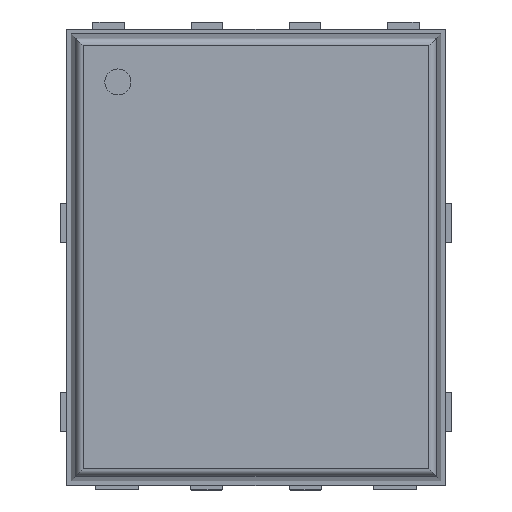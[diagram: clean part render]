
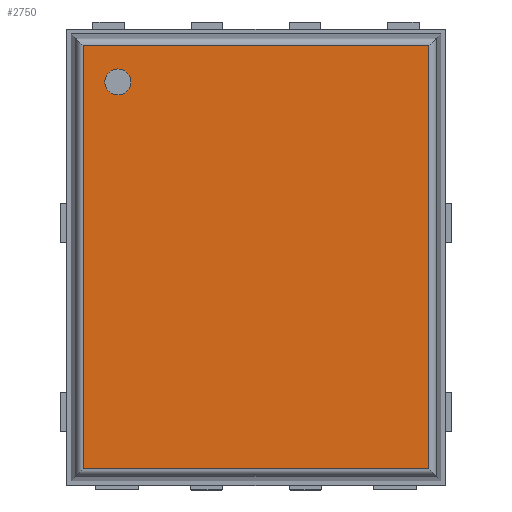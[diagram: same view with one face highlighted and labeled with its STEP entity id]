
A CAD part, top view. The second image highlights one B-rep face of the part: STEP entity #2750.
In plain terms, the highlighted planar face has unit normal (0, 0, 1).
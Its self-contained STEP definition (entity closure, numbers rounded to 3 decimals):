
#27=CIRCLE('',#2863,0.168);
#144=ORIENTED_EDGE('',*,*,#725,.T.);
#145=ORIENTED_EDGE('',*,*,#726,.T.);
#146=ORIENTED_EDGE('',*,*,#727,.T.);
#147=ORIENTED_EDGE('',*,*,#728,.T.);
#148=ORIENTED_EDGE('',*,*,#729,.T.);
#725=EDGE_CURVE('',#1014,#1014,#27,.T.);
#726=EDGE_CURVE('',#1015,#1016,#1218,.F.);
#727=EDGE_CURVE('',#1016,#1017,#1219,.F.);
#728=EDGE_CURVE('',#1017,#1018,#1220,.F.);
#729=EDGE_CURVE('',#1018,#1015,#1221,.F.);
#1014=VERTEX_POINT('',#3652);
#1015=VERTEX_POINT('',#3655);
#1016=VERTEX_POINT('',#3656);
#1017=VERTEX_POINT('',#3658);
#1018=VERTEX_POINT('',#3660);
#1218=LINE('',#3654,#1486);
#1219=LINE('',#3657,#1487);
#1220=LINE('',#3659,#1488);
#1221=LINE('',#3661,#1489);
#1486=VECTOR('',#3079,1000.);
#1487=VECTOR('',#3080,1000.);
#1488=VECTOR('',#3081,1000.);
#1489=VECTOR('',#3082,1000.);
#1709=EDGE_LOOP('',(#144));
#1710=EDGE_LOOP('',(#145,#146,#147,#148));
#1817=FACE_BOUND('',#1709,.T.);
#1818=FACE_BOUND('',#1710,.T.);
#1922=PLANE('',#2864);
#2750=ADVANCED_FACE('',(#1817,#1818),#1922,.T.);
#2863=AXIS2_PLACEMENT_3D('',#3651,#3075,#3076);
#2864=AXIS2_PLACEMENT_3D('',#3653,#3077,#3078);
#3075=DIRECTION('',(0.,0.,-1.));
#3076=DIRECTION('',(1.,0.,0.));
#3077=DIRECTION('',(0.,0.,1.));
#3078=DIRECTION('',(1.,0.,0.));
#3079=DIRECTION('',(0.,-1.,0.));
#3080=DIRECTION('',(1.,0.,0.));
#3081=DIRECTION('',(0.,1.,0.));
#3082=DIRECTION('',(-1.,0.,0.));
#3651=CARTESIAN_POINT('',(-1.786,2.267,1.));
#3652=CARTESIAN_POINT('',(-1.618,2.267,1.));
#3653=CARTESIAN_POINT('',(0.,0.,1.));
#3654=CARTESIAN_POINT('',(2.237,2.684,1.));
#3655=CARTESIAN_POINT('',(2.237,-2.737,1.));
#3656=CARTESIAN_POINT('',(2.237,2.737,1.));
#3657=CARTESIAN_POINT('',(-2.184,2.737,1.));
#3658=CARTESIAN_POINT('',(-2.237,2.737,1.));
#3659=CARTESIAN_POINT('',(-2.237,-2.684,1.));
#3660=CARTESIAN_POINT('',(-2.237,-2.737,1.));
#3661=CARTESIAN_POINT('',(2.184,-2.737,1.));
